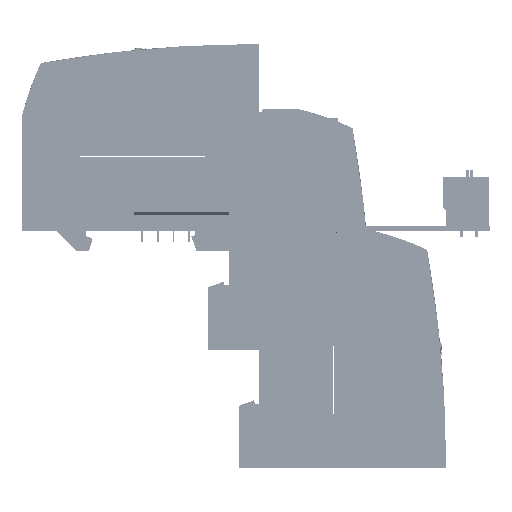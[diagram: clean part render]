
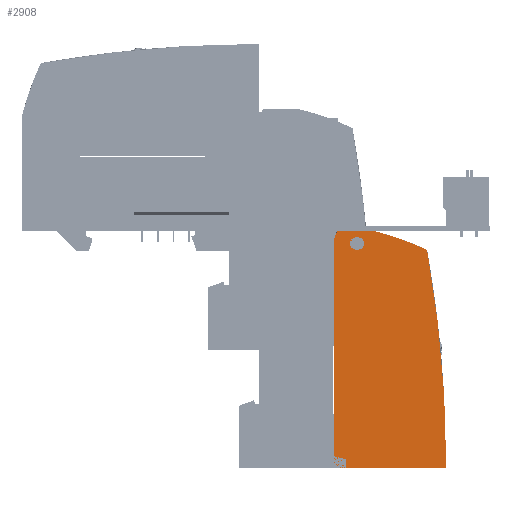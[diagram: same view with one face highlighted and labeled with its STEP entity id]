
A CAD part, left-side view. The second image highlights one B-rep face of the part: STEP entity #2908.
In plain terms, the highlighted planar face has unit normal (-1, 0, 0).
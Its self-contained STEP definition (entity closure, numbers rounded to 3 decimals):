
#2908 = ADVANCED_FACE( '', ( #7306, #7307 ), #7308, .F. );
#7306 = FACE_OUTER_BOUND( '', #13566, .T. );
#7307 = FACE_BOUND( '', #13567, .T. );
#7308 = PLANE( '', #13568 );
#13566 = EDGE_LOOP( '', ( #22774, #22775, #22776, #22777, #22778, #22779 ) );
#13567 = EDGE_LOOP( '', ( #22780 ) );
#13568 = AXIS2_PLACEMENT_3D( '', #22781, #22782, #22783 );
#22774 = ORIENTED_EDGE( '', *, *, #36397, .F. );
#22775 = ORIENTED_EDGE( '', *, *, #35312, .F. );
#22776 = ORIENTED_EDGE( '', *, *, #36398, .F. );
#22777 = ORIENTED_EDGE( '', *, *, #36399, .F. );
#22778 = ORIENTED_EDGE( '', *, *, #36400, .F. );
#22779 = ORIENTED_EDGE( '', *, *, #36401, .F. );
#22780 = ORIENTED_EDGE( '', *, *, #35275, .T. );
#22781 = CARTESIAN_POINT( '', ( -65., -7.5, 35. ) );
#22782 = DIRECTION( '', ( 1., 0., 0. ) );
#22783 = DIRECTION( '', ( 0., 0., 1. ) );
#35275 = EDGE_CURVE( '', #41799, #41799, #41800, .T. );
#35312 = EDGE_CURVE( '', #41861, #41863, #41864, .T. );
#36397 = EDGE_CURVE( '', #41863, #43604, #43605, .T. );
#36398 = EDGE_CURVE( '', #43606, #41861, #43607, .T. );
#36399 = EDGE_CURVE( '', #43608, #43606, #43609, .T. );
#36400 = EDGE_CURVE( '', #43610, #43608, #43611, .T. );
#36401 = EDGE_CURVE( '', #43604, #43610, #43612, .T. );
#41799 = VERTEX_POINT( '', #51451 );
#41800 = CIRCLE( '', #51452, 2. );
#41861 = VERTEX_POINT( '', #51672 );
#41863 = VERTEX_POINT( '', #51675 );
#41864 = LINE( '', #51676, #51677 );
#43604 = VERTEX_POINT( '', #55308 );
#43605 = CIRCLE( '', #55309, 7.5 );
#43606 = VERTEX_POINT( '', #55310 );
#43607 = LINE( '', #55311, #55312 );
#43608 = VERTEX_POINT( '', #55313 );
#43609 = CIRCLE( '', #55314, 400. );
#43610 = VERTEX_POINT( '', #55315 );
#43611 = CIRCLE( '', #55316, 100. );
#43612 = LINE( '', #55317, #55318 );
#51451 = CARTESIAN_POINT( '', ( -65., -5.5, 35. ) );
#51452 = AXIS2_PLACEMENT_3D( '', #64379, #64380, #64381 );
#51672 = CARTESIAN_POINT( '', ( -65., 0., -37. ) );
#51675 = CARTESIAN_POINT( '', ( -65., 0., 35. ) );
#51676 = CARTESIAN_POINT( '', ( -65., 0., 35. ) );
#51677 = VECTOR( '', #64409, 1000. );
#55308 = CARTESIAN_POINT( '', ( -65., -1.156, 39. ) );
#55309 = AXIS2_PLACEMENT_3D( '', #65336, #65337, #65338 );
#55310 = CARTESIAN_POINT( '', ( -65., -36.1, -37. ) );
#55311 = CARTESIAN_POINT( '', ( -65., -36.1, -37. ) );
#55312 = VECTOR( '', #65339, 1000. );
#55313 = CARTESIAN_POINT( '', ( -65., -29.927, 33. ) );
#55314 = AXIS2_PLACEMENT_3D( '', #65340, #65341, #65342 );
#55315 = CARTESIAN_POINT( '', ( -65., -13.1, 39. ) );
#55316 = AXIS2_PLACEMENT_3D( '', #65343, #65344, #65345 );
#55317 = CARTESIAN_POINT( '', ( -65., -1.156, 39. ) );
#55318 = VECTOR( '', #65346, 1000. );
#64379 = CARTESIAN_POINT( '', ( -65., -7.5, 35. ) );
#64380 = DIRECTION( '', ( 1., 0., 0. ) );
#64381 = DIRECTION( '', ( 0., 1., 0. ) );
#64409 = DIRECTION( '', ( 0., 0., 1. ) );
#65336 = CARTESIAN_POINT( '', ( -65., -7.5, 35. ) );
#65337 = DIRECTION( '', ( 1., 0., 0. ) );
#65338 = DIRECTION( '', ( 0., 1., 0. ) );
#65339 = DIRECTION( '', ( 0., 1., 0. ) );
#65340 = CARTESIAN_POINT( '', ( -65., 363.9, -37. ) );
#65341 = DIRECTION( '', ( 1., 0., 0. ) );
#65342 = DIRECTION( '', ( 0., 1., 0. ) );
#65343 = CARTESIAN_POINT( '', ( -65., 11.937, -57.815 ) );
#65344 = DIRECTION( '', ( 1., 0., 0. ) );
#65345 = DIRECTION( '', ( 0., 1., 0. ) );
#65346 = DIRECTION( '', ( 0., -1., 0. ) );
